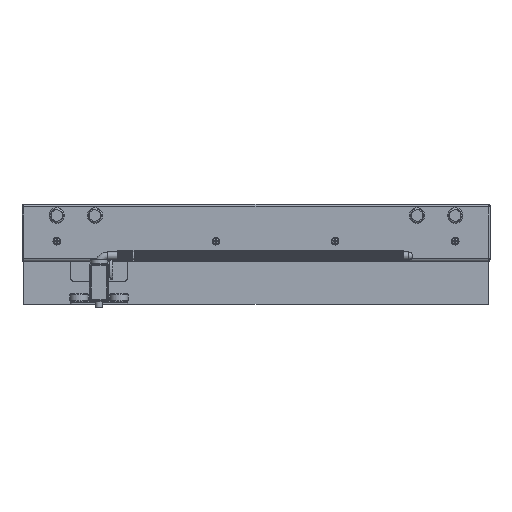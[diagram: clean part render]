
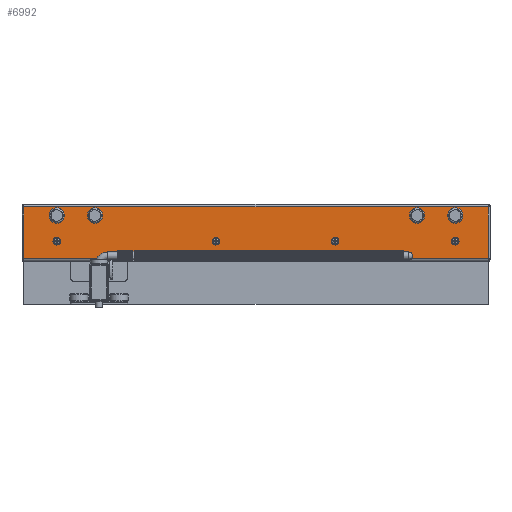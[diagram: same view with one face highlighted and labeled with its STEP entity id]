
A CAD part, top view. The second image highlights one B-rep face of the part: STEP entity #6992.
In plain terms, the highlighted face is planar.
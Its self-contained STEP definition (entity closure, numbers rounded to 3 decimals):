
#6273=CARTESIAN_POINT('',(1765.632,-592.847,445.75));
#6274=VERTEX_POINT('',#6273);
#6275=CARTESIAN_POINT('',(1765.632,-592.847,452.5));
#6276=DIRECTION('',(-1.0,0.0,0.0));
#6277=DIRECTION('',(0.0,0.0,1.0));
#6278=AXIS2_PLACEMENT_3D('',#6275,#6276,#6277);
#6279=CIRCLE('',#6278,6.75);
#6280=EDGE_CURVE('',#6274,#6274,#6279,.T.);
#6301=CARTESIAN_POINT('',(1765.632,-592.847,27.75));
#6302=VERTEX_POINT('',#6301);
#6303=CARTESIAN_POINT('',(1765.632,-592.847,34.5));
#6304=DIRECTION('',(-1.0,0.0,0.0));
#6305=DIRECTION('',(0.0,0.0,1.0));
#6306=AXIS2_PLACEMENT_3D('',#6303,#6304,#6305);
#6307=CIRCLE('',#6306,6.75);
#6308=EDGE_CURVE('',#6302,#6302,#6307,.T.);
#6329=CARTESIAN_POINT('',(1765.632,-619.847,449.8));
#6330=VERTEX_POINT('',#6329);
#6331=CARTESIAN_POINT('',(1765.632,-619.847,452.5));
#6332=DIRECTION('',(-1.0,0.0,0.0));
#6333=DIRECTION('',(0.0,0.0,1.0));
#6334=AXIS2_PLACEMENT_3D('',#6331,#6332,#6333);
#6335=CIRCLE('',#6334,2.7);
#6336=EDGE_CURVE('',#6330,#6330,#6335,.T.);
#6357=CARTESIAN_POINT('',(1765.632,-619.847,157.8));
#6358=VERTEX_POINT('',#6357);
#6359=CARTESIAN_POINT('',(1765.632,-619.847,160.5));
#6360=DIRECTION('',(-1.0,0.0,0.0));
#6361=DIRECTION('',(0.0,0.0,1.0));
#6362=AXIS2_PLACEMENT_3D('',#6359,#6360,#6361);
#6363=CIRCLE('',#6362,2.7);
#6364=EDGE_CURVE('',#6358,#6358,#6363,.T.);
#6385=CARTESIAN_POINT('',(1765.632,-619.847,31.8));
#6386=VERTEX_POINT('',#6385);
#6387=CARTESIAN_POINT('',(1765.632,-619.847,34.5));
#6388=DIRECTION('',(-1.0,0.0,0.0));
#6389=DIRECTION('',(0.0,0.0,1.0));
#6390=AXIS2_PLACEMENT_3D('',#6387,#6388,#6389);
#6391=CIRCLE('',#6390,2.7);
#6392=EDGE_CURVE('',#6386,#6386,#6391,.T.);
#6413=CARTESIAN_POINT('',(1765.632,-619.847,282.8));
#6414=VERTEX_POINT('',#6413);
#6415=CARTESIAN_POINT('',(1765.632,-619.847,285.5));
#6416=DIRECTION('',(-1.0,0.0,0.0));
#6417=DIRECTION('',(0.0,0.0,1.0));
#6418=AXIS2_PLACEMENT_3D('',#6415,#6416,#6417);
#6419=CIRCLE('',#6418,2.7);
#6420=EDGE_CURVE('',#6414,#6414,#6419,.T.);
#6441=CARTESIAN_POINT('',(1765.632,-592.847,67.75));
#6442=VERTEX_POINT('',#6441);
#6443=CARTESIAN_POINT('',(1765.632,-592.847,74.5));
#6444=DIRECTION('',(-1.0,0.0,0.0));
#6445=DIRECTION('',(0.0,0.0,1.0));
#6446=AXIS2_PLACEMENT_3D('',#6443,#6444,#6445);
#6447=CIRCLE('',#6446,6.75);
#6448=EDGE_CURVE('',#6442,#6442,#6447,.T.);
#6469=CARTESIAN_POINT('',(1765.632,-592.847,405.75));
#6470=VERTEX_POINT('',#6469);
#6471=CARTESIAN_POINT('',(1765.632,-592.847,412.5));
#6472=DIRECTION('',(-1.0,0.0,0.0));
#6473=DIRECTION('',(0.0,0.0,1.0));
#6474=AXIS2_PLACEMENT_3D('',#6471,#6472,#6473);
#6475=CIRCLE('',#6474,6.75);
#6476=EDGE_CURVE('',#6470,#6470,#6475,.T.);
#6599=CARTESIAN_POINT('',(1765.632,-583.847,487.0));
#6600=VERTEX_POINT('',#6599);
#6608=CARTESIAN_POINT('',(1765.632,-583.847,0.0));
#6609=VERTEX_POINT('',#6608);
#6610=CARTESIAN_POINT('',(1765.632,-583.847,0.0));
#6611=DIRECTION('',(0.0,0.0,1.0));
#6612=VECTOR('',#6611,487.0);
#6613=LINE('',#6610,#6612);
#6614=EDGE_CURVE('',#6609,#6600,#6613,.T.);
#6738=CARTESIAN_POINT('',(1765.632,-637.847,487.0));
#6739=VERTEX_POINT('',#6738);
#6757=CARTESIAN_POINT('',(1765.632,-637.847,0.0));
#6758=VERTEX_POINT('',#6757);
#6766=CARTESIAN_POINT('',(1765.632,-637.847,0.0));
#6767=DIRECTION('',(0.0,0.0,1.0));
#6768=VECTOR('',#6767,487.0);
#6769=LINE('',#6766,#6768);
#6770=EDGE_CURVE('',#6758,#6739,#6769,.T.);
#6947=CARTESIAN_POINT('',(1765.632,-586.097,0.0));
#6948=DIRECTION('',(1.0,0.0,0.0));
#6949=DIRECTION('',(0.0,0.0,-1.0));
#6950=AXIS2_PLACEMENT_3D('',#6947,#6948,#6949);
#6951=PLANE('',#6950);
#6952=CARTESIAN_POINT('',(1765.632,-583.847,487.0));
#6953=DIRECTION('',(0.0,-1.0,0.0));
#6954=VECTOR('',#6953,54.0);
#6955=LINE('',#6952,#6954);
#6956=EDGE_CURVE('',#6600,#6739,#6955,.T.);
#6957=ORIENTED_EDGE('',*,*,#6956,.T.);
#6958=ORIENTED_EDGE('',*,*,#6770,.F.);
#6959=CARTESIAN_POINT('',(1765.632,-637.847,0.0));
#6960=DIRECTION('',(0.0,1.0,0.0));
#6961=VECTOR('',#6960,54.0);
#6962=LINE('',#6959,#6961);
#6963=EDGE_CURVE('',#6758,#6609,#6962,.T.);
#6964=ORIENTED_EDGE('',*,*,#6963,.T.);
#6965=ORIENTED_EDGE('',*,*,#6614,.T.);
#6966=EDGE_LOOP('',(#6957,#6958,#6964,#6965));
#6967=FACE_OUTER_BOUND('',#6966,.T.);
#6968=ORIENTED_EDGE('',*,*,#6280,.T.);
#6969=EDGE_LOOP('',(#6968));
#6970=FACE_BOUND('',#6969,.T.);
#6971=ORIENTED_EDGE('',*,*,#6308,.T.);
#6972=EDGE_LOOP('',(#6971));
#6973=FACE_BOUND('',#6972,.T.);
#6974=ORIENTED_EDGE('',*,*,#6336,.T.);
#6975=EDGE_LOOP('',(#6974));
#6976=FACE_BOUND('',#6975,.T.);
#6977=ORIENTED_EDGE('',*,*,#6364,.T.);
#6978=EDGE_LOOP('',(#6977));
#6979=FACE_BOUND('',#6978,.T.);
#6980=ORIENTED_EDGE('',*,*,#6392,.T.);
#6981=EDGE_LOOP('',(#6980));
#6982=FACE_BOUND('',#6981,.T.);
#6983=ORIENTED_EDGE('',*,*,#6420,.T.);
#6984=EDGE_LOOP('',(#6983));
#6985=FACE_BOUND('',#6984,.T.);
#6986=ORIENTED_EDGE('',*,*,#6448,.T.);
#6987=EDGE_LOOP('',(#6986));
#6988=FACE_BOUND('',#6987,.T.);
#6989=ORIENTED_EDGE('',*,*,#6476,.T.);
#6990=EDGE_LOOP('',(#6989));
#6991=FACE_BOUND('',#6990,.T.);
#6992=ADVANCED_FACE('',(#6967,#6970,#6973,#6976,#6979,#6982,#6985,#6988,#6991),#6951,.T.);
